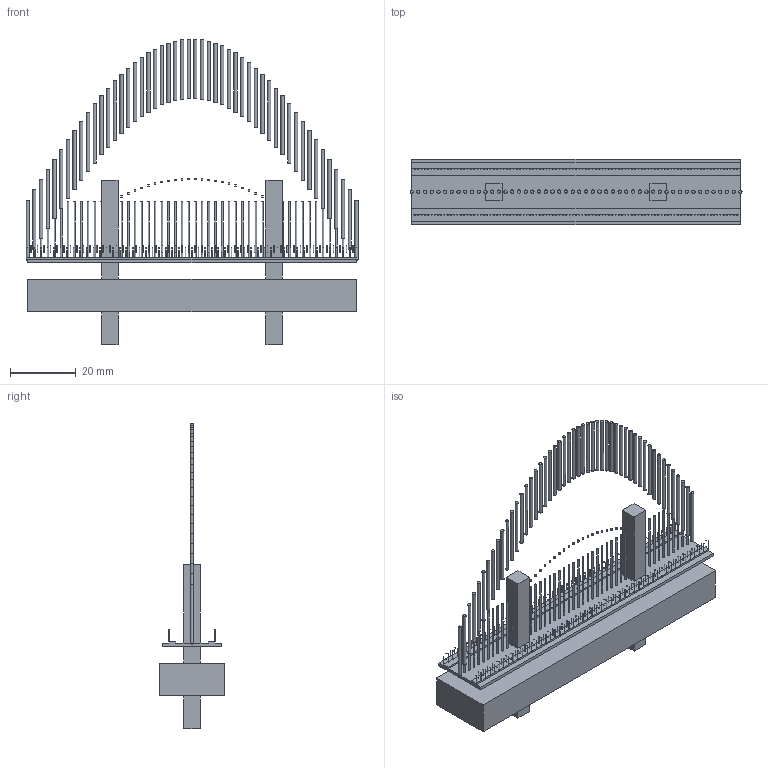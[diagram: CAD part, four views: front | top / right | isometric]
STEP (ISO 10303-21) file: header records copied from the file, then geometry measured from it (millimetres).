
FILE_DESCRIPTION(('Open CASCADE Model'),'2;1');
FILE_NAME('Open CASCADE Shape Model','2024-05-23T20:50:16',('Author'),( 'Open CASCADE'),'Open CASCADE STEP processor 7.7','Open CASCADE 7.7' ,'Unknown');
FILE_SCHEMA(('AUTOMOTIVE_DESIGN { 1 0 10303 214 1 1 1 1 }'));
Length unit declared in the file: millimetre
Products named in the file (162): Open CASCADE STEP translator 7.7 36; Open CASCADE STEP translator 7.7 36.1; Open CASCADE STEP translator 7.7 36.2; Open CASCADE STEP translator 7.7 36.3; Open CASCADE STEP translator 7.7 36.4; Open CASCADE STEP translator 7.7 36.5; Open CASCADE STEP translator 7.7 36.6; Open CASCADE STEP translator 7.7 36.7; Open CASCADE STEP translator 7.7 36.8; Open CASCADE STEP translator 7.7 36.9; Open CASCADE STEP translator 7.7 36.10; Open CASCADE STEP translator 7.7 36.11; Open CASCADE STEP translator 7.7 36.12; Open CASCADE STEP translator 7.7 36.13; Open CASCADE STEP translator 7.7 36.14; Open CASCADE STEP translator 7.7 36.15; Open CASCADE STEP translator 7.7 36.16; Open CASCADE STEP translator 7.7 36.17; Open CASCADE STEP translator 7.7 36.18; Open CASCADE STEP translator 7.7 36.19; Open CASCADE STEP translator 7.7 36.20; Open CASCADE STEP translator 7.7 36.21; Open CASCADE STEP translator 7.7 36.22; Open CASCADE STEP translator 7.7 36.23; Open CASCADE STEP translator 7.7 36.24; Open CASCADE STEP translator 7.7 36.25; Open CASCADE STEP translator 7.7 36.26; Open CASCADE STEP translator 7.7 36.27; Open CASCADE STEP translator 7.7 36.28; Open CASCADE STEP translator 7.7 36.29; Open CASCADE STEP translator 7.7 36.30; Open CASCADE STEP translator 7.7 36.31; Open CASCADE STEP translator 7.7 36.32; Open CASCADE STEP translator 7.7 36.33; Open CASCADE STEP translator 7.7 36.34; Open CASCADE STEP translator 7.7 36.35; Open CASCADE STEP translator 7.7 36.36; Open CASCADE STEP translator 7.7 36.37; Open CASCADE STEP translator 7.7 36.38; Open CASCADE STEP translator 7.7 36.39 ...
Assembly tree (161 placements, depth 2):
  Open CASCADE STEP translator 7.7 36
    Open CASCADE STEP translator 7.7 36.1
    Open CASCADE STEP translator 7.7 36.2
    Open CASCADE STEP translator 7.7 36.3
    Open CASCADE STEP translator 7.7 36.4
    Open CASCADE STEP translator 7.7 36.5
    Open CASCADE STEP translator 7.7 36.6
    Open CASCADE STEP translator 7.7 36.7
    Open CASCADE STEP translator 7.7 36.8
    Open CASCADE STEP translator 7.7 36.9
    Open CASCADE STEP translator 7.7 36.10
    Open CASCADE STEP translator 7.7 36.11
    Open CASCADE STEP translator 7.7 36.12
    Open CASCADE STEP translator 7.7 36.13
    Open CASCADE STEP translator 7.7 36.14
    Open CASCADE STEP translator 7.7 36.15
    Open CASCADE STEP translator 7.7 36.16
    Open CASCADE STEP translator 7.7 36.17
    Open CASCADE STEP translator 7.7 36.18
    Open CASCADE STEP translator 7.7 36.19
    Open CASCADE STEP translator 7.7 36.20
    Open CASCADE STEP translator 7.7 36.21
    Open CASCADE STEP translator 7.7 36.22
    Open CASCADE STEP translator 7.7 36.23
    Open CASCADE STEP translator 7.7 36.24
    Open CASCADE STEP translator 7.7 36.25
    Open CASCADE STEP translator 7.7 36.26
    Open CASCADE STEP translator 7.7 36.27
    Open CASCADE STEP translator 7.7 36.28
    Open CASCADE STEP translator 7.7 36.29
    Open CASCADE STEP translator 7.7 36.30
    Open CASCADE STEP translator 7.7 36.31
    Open CASCADE STEP translator 7.7 36.32
    Open CASCADE STEP translator 7.7 36.33
    Open CASCADE STEP translator 7.7 36.34
    Open CASCADE STEP translator 7.7 36.35
    Open CASCADE STEP translator 7.7 36.36
    Open CASCADE STEP translator 7.7 36.37
    Open CASCADE STEP translator 7.7 36.38
    Open CASCADE STEP translator 7.7 36.39
    Open CASCADE STEP translator 7.7 36.40
    Open CASCADE STEP translator 7.7 36.41
    Open CASCADE STEP translator 7.7 36.42
    Open CASCADE STEP translator 7.7 36.43
    Open CASCADE STEP translator 7.7 36.44
    Open CASCADE STEP translator 7.7 36.45
    Open CASCADE STEP translator 7.7 36.46
    Open CASCADE STEP translator 7.7 36.47
    Open CASCADE STEP translator 7.7 36.48
    Open CASCADE STEP translator 7.7 36.49
    Open CASCADE STEP translator 7.7 36.50
    Open CASCADE STEP translator 7.7 36.51
    Open CASCADE STEP translator 7.7 36.52
    Open CASCADE STEP translator 7.7 36.53
    Open CASCADE STEP translator 7.7 36.54
    Open CASCADE STEP translator 7.7 36.55
    Open CASCADE STEP translator 7.7 36.56
    Open CASCADE STEP translator 7.7 36.57
    Open CASCADE STEP translator 7.7 36.58
    Open CASCADE STEP translator 7.7 36.59
Bounding box: 101 x 20 x 92.97 mm (x, y, z)
Volume: 24808.2 mm3; surface area: 16206.9 mm2
Topology: 161 solids, 161 shells, 952 faces, 1408 edges, 836 vertices
Faces by surface type: plane 632, cylinder 320
Full cylindrical faces by diameter (mm): 0.2 x202, 0.5 x64, 1 x50
Entity records: 41637 total; most frequent: DIRECTION 7057, CARTESIAN_POINT 6602, ORIENTED_EDGE 2816, PCURVE 2816, DEFINITIONAL_REPRESENTATION 2816, LINE 2642, VECTOR 2642, AXIS2_PLACEMENT_3D 1862
